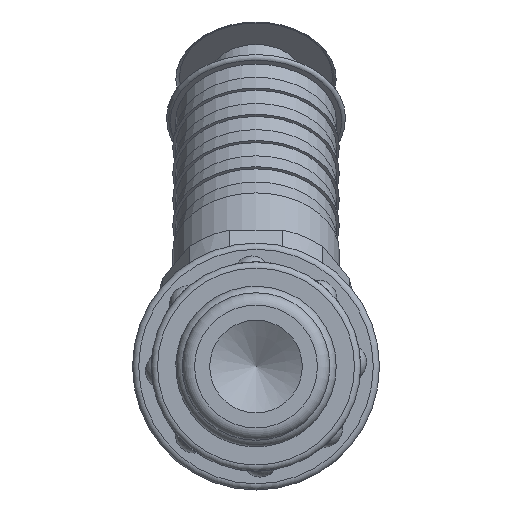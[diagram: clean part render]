
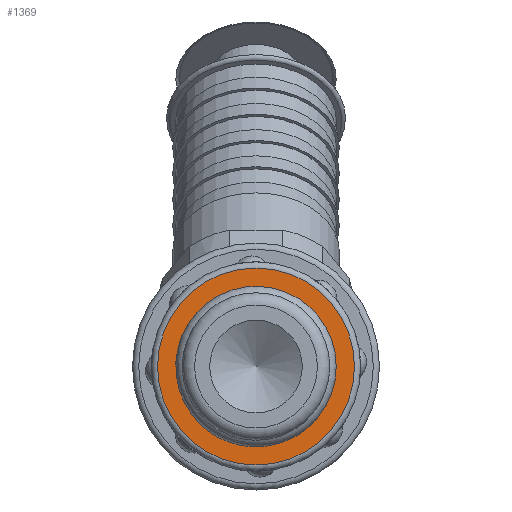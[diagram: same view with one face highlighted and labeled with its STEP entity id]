
A CAD part, left-side view. The second image highlights one B-rep face of the part: STEP entity #1369.
In plain terms, the highlighted planar face has unit normal (-1, 0, 0).
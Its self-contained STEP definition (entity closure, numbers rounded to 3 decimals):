
#73=FACE_BOUND('',#285,.T.);
#107=PLANE('',#1527);
#189=FACE_OUTER_BOUND('',#284,.T.);
#284=EDGE_LOOP('',(#1051));
#285=EDGE_LOOP('',(#1052));
#507=CIRCLE('',#1528,7.975);
#508=CIRCLE('',#1529,5.975);
#628=VERTEX_POINT('',#2545);
#629=VERTEX_POINT('',#2547);
#782=EDGE_CURVE('',#628,#628,#507,.T.);
#783=EDGE_CURVE('',#629,#629,#508,.T.);
#1051=ORIENTED_EDGE('',*,*,#782,.F.);
#1052=ORIENTED_EDGE('',*,*,#783,.F.);
#1369=ADVANCED_FACE('',(#189,#73),#107,.T.);
#1527=AXIS2_PLACEMENT_3D('',#2544,#1862,#1863);
#1528=AXIS2_PLACEMENT_3D('',#2546,#1864,#1865);
#1529=AXIS2_PLACEMENT_3D('',#2548,#1866,#1867);
#1862=DIRECTION('center_axis',(-1.,0.,0.));
#1863=DIRECTION('ref_axis',(0.,-1.,0.));
#1864=DIRECTION('center_axis',(1.,0.,0.));
#1865=DIRECTION('ref_axis',(0.,0.,
-1.));
#1866=DIRECTION('center_axis',(-1.,0.,0.));
#1867=DIRECTION('ref_axis',(0.,1.,0.));
#2544=CARTESIAN_POINT('Origin',(8.575,0.,
6.75));
#2545=CARTESIAN_POINT('',(8.575,7.975,0.));
#2546=CARTESIAN_POINT('Origin',(8.575,0.,0.));
#2547=CARTESIAN_POINT('',(8.575,-5.975,0.));
#2548=CARTESIAN_POINT('Origin',(8.575,0.,0.));
